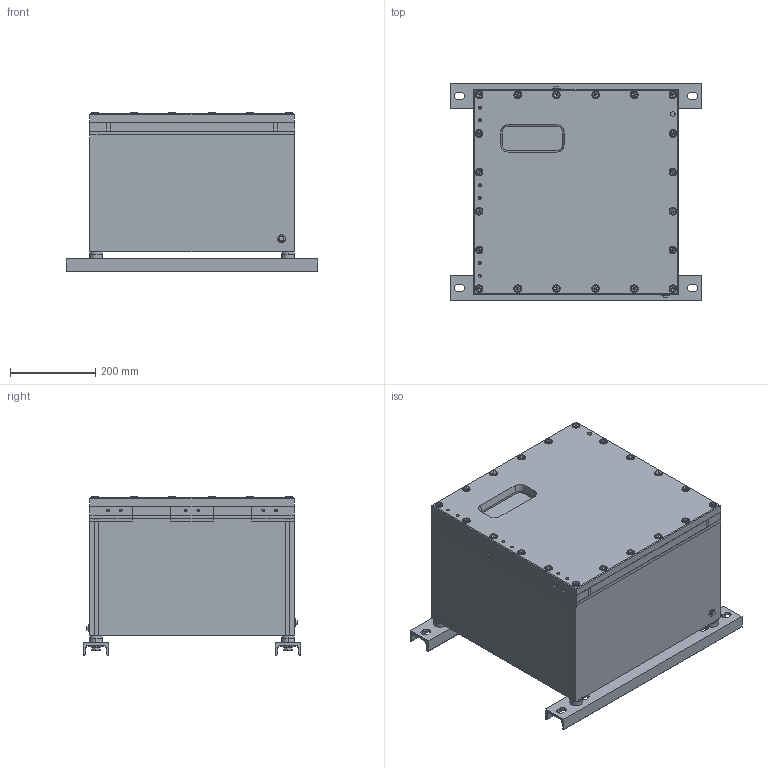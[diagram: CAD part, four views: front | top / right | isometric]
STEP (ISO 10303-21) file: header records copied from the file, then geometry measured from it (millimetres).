
FILE_DESCRIPTION (( 'STEP AP203' ), '1' );
FILE_NAME ('8264-_333-2__0.STEP', '2014-05-23T12:14:37', ( '' ), ( '' ), 'SwSTEP 2.0', 'SolidWorks 2013', '' );
FILE_SCHEMA (( 'CONFIG_CONTROL_DESIGN' ));
Length unit declared in the file: millimetre
Products named in the file (19): 502_084_0; 82_259_46_75_0; 8264-_333-2__0; 502_078_0; 506_712_0; 8264-_333-2__0_GehaeuseZb_Atex 142x58; 82_649_06_44_0_82_649_08_44_0; 82_649_01_58_0_180x94x13,5; 502_812_0_Vereinfacht; 506_786_0; 82_649_03_55_0_NEC; 8264-_333-2__0_Deckel_Atex 142x58; 82_649_55_04_3_Standard<Wie bearbeitet>; 502_606_0_Vereinfacht M10 x 30; 506_548_0; 500_672_0_M 6 x 60; 82_640_65_01_0-2366139; 506_228_0; 506_886_0
Assembly tree (66 placements, depth 3):
  8264-_333-2__0
    8264-_333-2__0_GehaeuseZb_Atex 142x58
      82_649_55_04_3_Standard<Wie bearbeitet>
      8264-_333-2__0_Deckel_Atex 142x58
    82_649_03_55_0_NEC
    506_228_0  x8
    502_078_0  x4
    82_640_65_01_0-2366139
    506_712_0  x4
    506_786_0  x4
    500_672_0_M 6 x 60  x4
    82_259_46_75_0  x2
    502_812_0_Vereinfacht  x2
    506_548_0  x2
    506_886_0  x2
    502_606_0_Vereinfacht M10 x 30  x20
    82_649_01_58_0_180x94x13,5
    82_649_06_44_0_82_649_08_44_0  x4
    502_084_0  x4
Bounding box: 590 x 510 x 373 mm (x, y, z)
Volume: 18993933.6 mm3; surface area: 3309348.8 mm2
Topology: 103 solids, 103 shells, 1890 faces, 4335 edges, 2642 vertices
Faces by surface type: plane 941, cylinder 525, cone 280, torus 136, sphere 8
Entity records: 29795 total; most frequent: DIRECTION 4840, CARTESIAN_POINT 4621, ORIENTED_EDGE 4210, EDGE_CURVE 2105, AXIS2_PLACEMENT_3D 1773, VERTEX_POINT 1346, LINE 1294, VECTOR 1294
